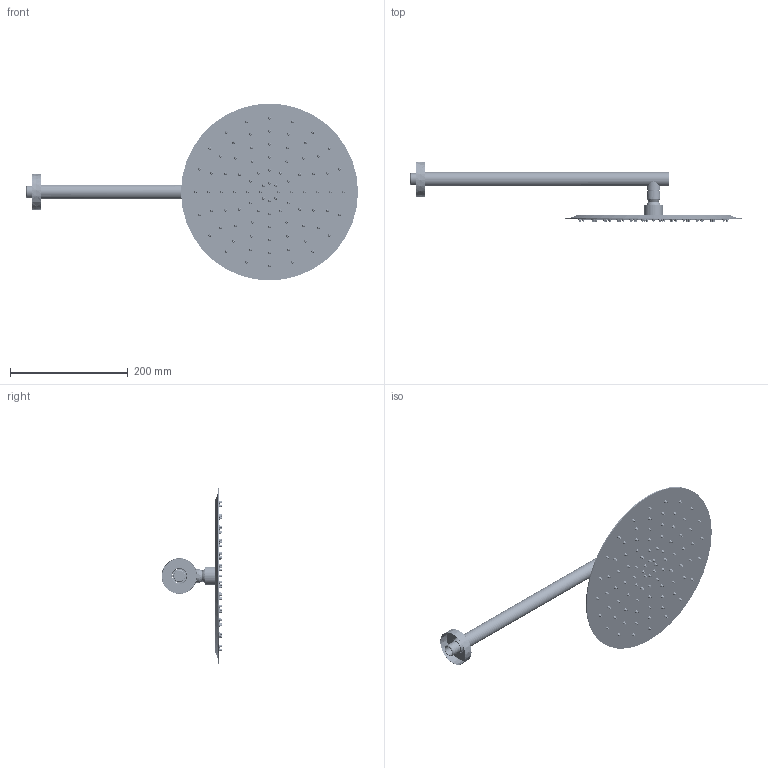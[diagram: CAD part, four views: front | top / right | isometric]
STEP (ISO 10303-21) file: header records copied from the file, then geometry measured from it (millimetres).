
FILE_DESCRIPTION (( 'STEP AP203' ), '1' );
FILE_NAME ('99HP09256.STEP', '2023-11-27T06:18:48', ( '' ), ( '' ), 'SwSTEP 2.0', 'SolidWorks 2021', '' );
FILE_SCHEMA (( 'CONFIG_CONTROL_DESIGN' ));
Length unit declared in the file: millimetre
Products named in the file (1): 99HP09256
Bounding box: 562.75 x 103.15 x 300 mm (x, y, z)
Volume: 265220.2 mm3; surface area: 370216.4 mm2
Topology: 94 solids, 94 shells, 3463 faces, 6961 edges, 3969 vertices
Faces by surface type: bspline 1772, cylinder 953, plane 495, cone 206, torus 35, sphere 2
Entity records: 120704 total; most frequent: CARTESIAN_POINT 56806, ORIENTED_EDGE 13904, DIRECTION 12857, EDGE_CURVE 6952, AXIS2_PLACEMENT_3D 5827, CIRCLE 4135, VERTEX_POINT 3966, EDGE_LOOP 3936
